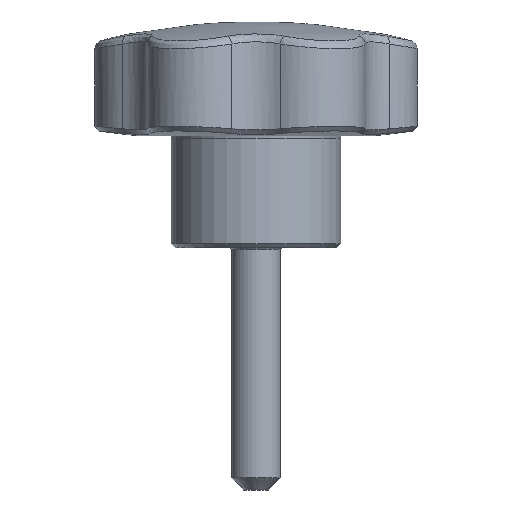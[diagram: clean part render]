
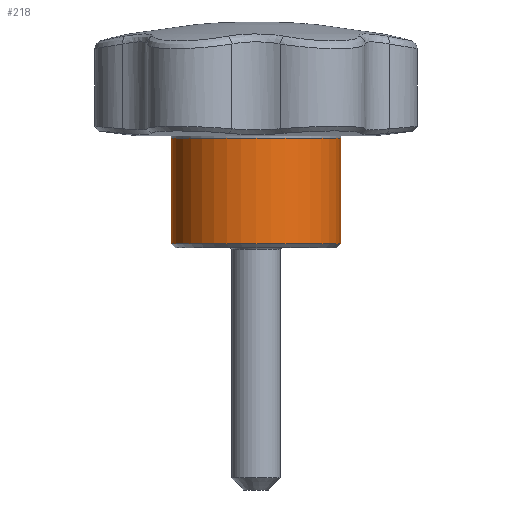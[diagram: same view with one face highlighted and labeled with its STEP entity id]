
A CAD part, front view. The second image highlights one B-rep face of the part: STEP entity #218.
In plain terms, the highlighted cylindrical face has radius 10.5 mm (diameter 21 mm), a full revolution.
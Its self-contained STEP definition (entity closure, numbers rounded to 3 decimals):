
#218 = ADVANCED_FACE( '', ( #471, #472 ), #473, .T. );
#471 = FACE_OUTER_BOUND( '', #2140, .T. );
#472 = FACE_OUTER_BOUND( '', #2141, .T. );
#473 = CYLINDRICAL_SURFACE( '', #2142, 10.5 );
#2140 = EDGE_LOOP( '', ( #3857 ) );
#2141 = EDGE_LOOP( '', ( #3858 ) );
#2142 = AXIS2_PLACEMENT_3D( '', #3859, #3860, #3861 );
#3857 = ORIENTED_EDGE( '', *, *, #4296, .T. );
#3858 = ORIENTED_EDGE( '', *, *, #4329, .F. );
#3859 = CARTESIAN_POINT( '', ( 0., 0., 28. ) );
#3860 = DIRECTION( '', ( 0., 0., -1. ) );
#3861 = DIRECTION( '', ( 1., 0., 0. ) );
#4296 = EDGE_CURVE( '', #4682, #4682, #4683, .T. );
#4329 = EDGE_CURVE( '', #4719, #4719, #4720, .T. );
#4682 = VERTEX_POINT( '', #7006 );
#4683 = CIRCLE( '', #7007, 10.5 );
#4719 = VERTEX_POINT( '', #7178 );
#4720 = CIRCLE( '', #7179, 10.5 );
#7006 = CARTESIAN_POINT( '', ( 10.5, 0., 0.137 ) );
#7007 = AXIS2_PLACEMENT_3D( '', #7589, #7590, #7591 );
#7178 = CARTESIAN_POINT( '', ( 10.5, 0., 13.239 ) );
#7179 = AXIS2_PLACEMENT_3D( '', #7629, #7630, #7631 );
#7589 = CARTESIAN_POINT( '', ( 0., 0., 0.137 ) );
#7590 = DIRECTION( '', ( 0., 0., 1. ) );
#7591 = DIRECTION( '', ( 1., 0., 0. ) );
#7629 = CARTESIAN_POINT( '', ( 0., 0., 13.239 ) );
#7630 = DIRECTION( '', ( 0., 0., 1. ) );
#7631 = DIRECTION( '', ( 1., 0., 0. ) );
